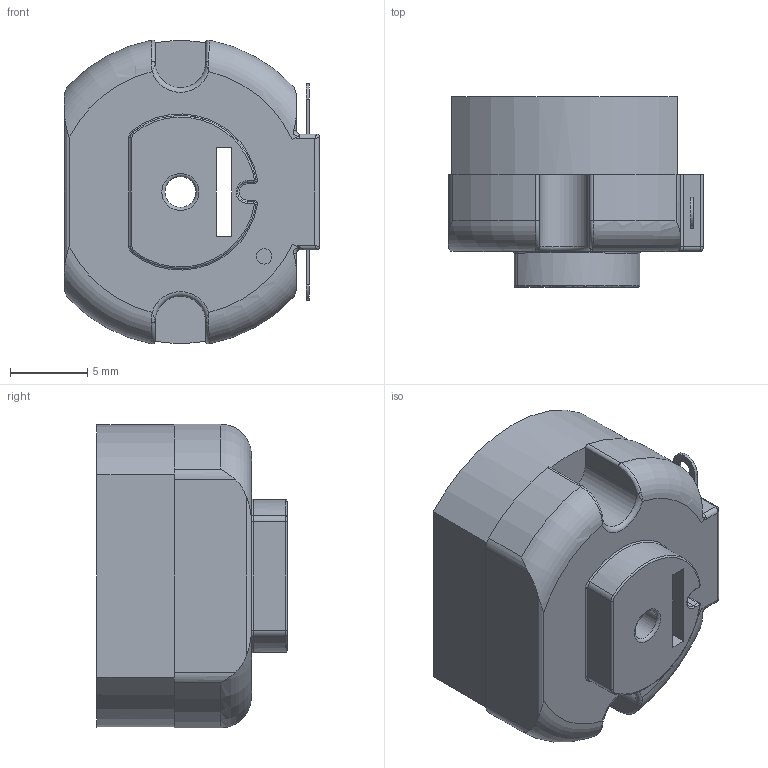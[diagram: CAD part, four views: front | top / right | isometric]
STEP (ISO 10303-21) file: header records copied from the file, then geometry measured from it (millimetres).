
FILE_DESCRIPTION(/* description */ (''),/* implementation_level */ '2;1');
FILE_NAME(/* name */ 'End Cap.stp',/* time_stamp */ '2022-06-18T23:06:34+02:00',/* author */ (''),/* organization */ (''),/* preprocessor_version */ 'ST-DEVELOPER v19',/* originating_system */ 'Autodesk Translation Framework v11.7.0.108',/* authorisation */ '');
FILE_SCHEMA (('AUTOMOTIVE_DESIGN { 1 0 10303 214 3 1 1 }'));
Length unit declared in the file: millimetre
Products named in the file (1): End Cap
Bounding box: 16.5 x 12.3 x 19.66 mm (x, y, z)
Volume: 2612.3 mm3; surface area: 1560.6 mm2
Topology: 2 solids, 2 shells, 131 faces, 331 edges, 202 vertices
Faces by surface type: cylinder 48, plane 41, bspline 24, torus 18
Full cylindrical faces by diameter (mm): 1 x1, 2 x1
Entity records: 4914 total; most frequent: CARTESIAN_POINT 1821, ORIENTED_EDGE 654, DIRECTION 609, EDGE_CURVE 327, AXIS2_PLACEMENT_3D 237, VERTEX_POINT 202, EDGE_LOOP 143, LINE 135
